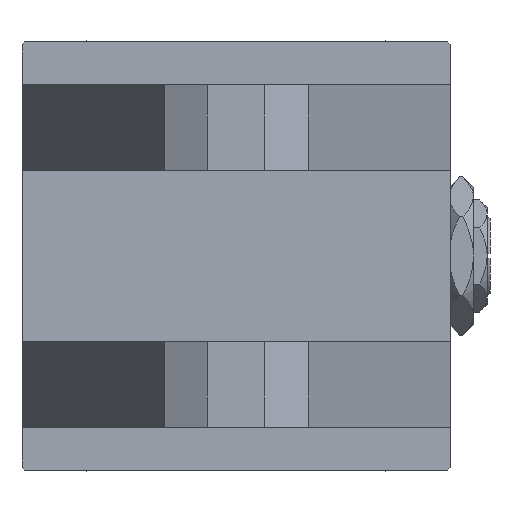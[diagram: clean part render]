
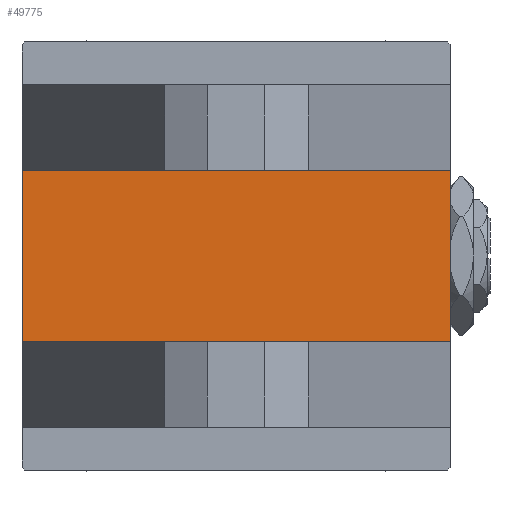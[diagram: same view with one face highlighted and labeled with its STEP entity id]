
A CAD part, left-side view. The second image highlights one B-rep face of the part: STEP entity #49775.
In plain terms, the highlighted planar face has unit normal (-1, 0, 0).
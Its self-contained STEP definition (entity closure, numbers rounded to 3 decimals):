
#208 = ORIENTED_EDGE ( 'NONE', *, *, #26288, .F. ) ;
#1456 = VERTEX_POINT ( 'NONE', #3046 ) ;
#2123 = DIRECTION ( 'NONE',  ( 0., 0., 1. ) ) ;
#3046 = CARTESIAN_POINT ( 'NONE',  ( 0., 15., 37.5 ) ) ;
#4098 = DIRECTION ( 'NONE',  ( 0., -1., 0. ) ) ;
#4892 = ORIENTED_EDGE ( 'NONE', *, *, #50950, .F. ) ;
#6304 = PLANE ( 'NONE',  #33120 ) ;
#6636 = CARTESIAN_POINT ( 'NONE',  ( 0., -15., -37.5 ) ) ;
#10725 = CARTESIAN_POINT ( 'NONE',  ( 0., 0., 0. ) ) ;
#11228 = DIRECTION ( 'NONE',  ( -1., 0., 0. ) ) ;
#11636 = VERTEX_POINT ( 'NONE', #6636 ) ;
#16811 = EDGE_LOOP ( 'NONE', ( #17362, #4892, #208, #26425 ) ) ;
#17292 = CARTESIAN_POINT ( 'NONE',  ( 0., 15., 37.5 ) ) ;
#17362 = ORIENTED_EDGE ( 'NONE', *, *, #42405, .T. ) ;
#17594 = VERTEX_POINT ( 'NONE', #24185 ) ;
#24185 = CARTESIAN_POINT ( 'NONE',  ( 0., 15., -37.5 ) ) ;
#25137 = LINE ( 'NONE', #17292, #28673 ) ;
#25381 = DIRECTION ( 'NONE',  ( 0., 0., -1. ) ) ;
#26288 = EDGE_CURVE ( 'NONE', #1456, #33268, #33646, .T. ) ;
#26425 = ORIENTED_EDGE ( 'NONE', *, *, #36837, .T. ) ;
#28108 = LINE ( 'NONE', #39852, #39683 ) ;
#28673 = VECTOR ( 'NONE', #25381, 1000. ) ;
#29744 = CARTESIAN_POINT ( 'NONE',  ( 0., 37.5, 37.5 ) ) ;
#30006 = DIRECTION ( 'NONE',  ( 0., -1., 0. ) ) ;
#32962 = CARTESIAN_POINT ( 'NONE',  ( 0., -15., 37.5 ) ) ;
#33120 = AXIS2_PLACEMENT_3D ( 'NONE', #10725, #11228, #2123 ) ;
#33268 = VERTEX_POINT ( 'NONE', #36856 ) ;
#33430 = VECTOR ( 'NONE', #30006, 1000. ) ;
#33646 = LINE ( 'NONE', #29744, #33430 ) ;
#36837 = EDGE_CURVE ( 'NONE', #1456, #17594, #25137, .T. ) ;
#36856 = CARTESIAN_POINT ( 'NONE',  ( 0., -15., 37.5 ) ) ;
#37131 = DIRECTION ( 'NONE',  ( 0., 0., -1. ) ) ;
#39683 = VECTOR ( 'NONE', #4098, 1000. ) ;
#39852 = CARTESIAN_POINT ( 'NONE',  ( 0., 37.5, -37.5 ) ) ;
#42405 = EDGE_CURVE ( 'NONE', #17594, #11636, #28108, .T. ) ;
#44460 = LINE ( 'NONE', #32962, #47339 ) ;
#47339 = VECTOR ( 'NONE', #37131, 1000. ) ;
#49775 = ADVANCED_FACE ( 'NONE', ( #49874 ), #6304, .T. ) ;
#49874 = FACE_OUTER_BOUND ( 'NONE', #16811, .T. ) ;
#50950 = EDGE_CURVE ( 'NONE', #33268, #11636, #44460, .T. ) ;
